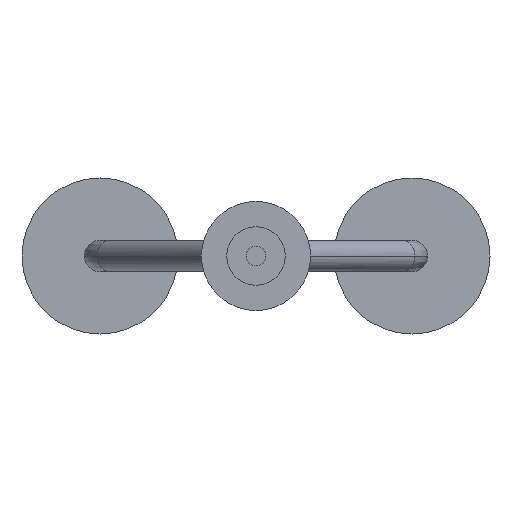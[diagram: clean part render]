
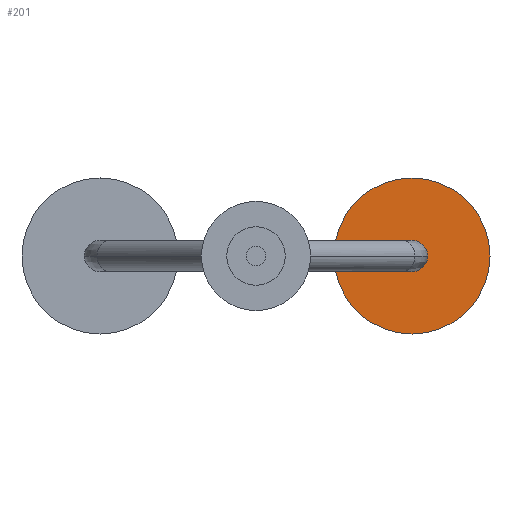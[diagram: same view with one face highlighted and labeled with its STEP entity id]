
A CAD part, front view. The second image highlights one B-rep face of the part: STEP entity #201.
In plain terms, the highlighted planar face has unit normal (0, -1, 0).
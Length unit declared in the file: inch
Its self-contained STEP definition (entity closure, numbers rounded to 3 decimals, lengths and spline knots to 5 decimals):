
#5 = DIRECTION ( 'NONE',  ( 0., 0., 1. ) ) ;
#14 = AXIS2_PLACEMENT_3D ( 'NONE', #1112, #1327, #555 ) ;
#22 = DIRECTION ( 'NONE',  ( 0., 1., 0. ) ) ;
#129 = CARTESIAN_POINT ( 'NONE',  ( 0.15748, 2.99457, 0. ) ) ;
#167 = ORIENTED_EDGE ( 'NONE', *, *, #802, .F. ) ;
#188 = CARTESIAN_POINT ( 'NONE',  ( 0.15748, 2.99457, -0.01575 ) ) ;
#195 = AXIS2_PLACEMENT_3D ( 'NONE', #1147, #674, #1020 ) ;
#201 = ADVANCED_FACE ( 'NONE', ( #319, #996 ), #307, .F. ) ;
#307 = PLANE ( 'NONE',  #14 ) ;
#319 = FACE_BOUND ( 'NONE', #418, .T. ) ;
#328 = CARTESIAN_POINT ( 'NONE',  ( 0.17323, 2.99457, 0. ) ) ;
#352 = EDGE_CURVE ( 'NONE', #1122, #1196, #897, .T. ) ;
#353 = DIRECTION ( 'NONE',  ( 0., 0., -1. ) ) ;
#369 = AXIS2_PLACEMENT_3D ( 'NONE', #1386, #713, #1164 ) ;
#418 = EDGE_LOOP ( 'NONE', ( #167, #1283, #712 ) ) ;
#463 = AXIS2_PLACEMENT_3D ( 'NONE', #129, #550, #353 ) ;
#526 = CIRCLE ( 'NONE', #195, 0.01575 ) ;
#550 = DIRECTION ( 'NONE',  ( 0., -1., 0. ) ) ;
#555 = DIRECTION ( 'NONE',  ( 0., 0., 1. ) ) ;
#563 = CARTESIAN_POINT ( 'NONE',  ( 0.15748, 2.99457, 0. ) ) ;
#674 = DIRECTION ( 'NONE',  ( 0., -1., 0. ) ) ;
#687 = DIRECTION ( 'NONE',  ( 0., 0., 1. ) ) ;
#697 = EDGE_CURVE ( 'NONE', #1196, #1122, #876, .T. ) ;
#712 = ORIENTED_EDGE ( 'NONE', *, *, #1231, .F. ) ;
#713 = DIRECTION ( 'NONE',  ( 0., -1., 0. ) ) ;
#788 = CARTESIAN_POINT ( 'NONE',  ( 0.15748, 2.99457, -0.07874 ) ) ;
#802 = EDGE_CURVE ( 'NONE', #864, #807, #1101, .T. ) ;
#807 = VERTEX_POINT ( 'NONE', #1455 ) ;
#864 = VERTEX_POINT ( 'NONE', #328 ) ;
#876 = CIRCLE ( 'NONE', #1056, 0.07874 ) ;
#897 = CIRCLE ( 'NONE', #1442, 0.07874 ) ;
#996 = FACE_OUTER_BOUND ( 'NONE', #1039, .T. ) ;
#1009 = CIRCLE ( 'NONE', #369, 0.01575 ) ;
#1016 = EDGE_CURVE ( 'NONE', #1169, #864, #1009, .T. ) ;
#1020 = DIRECTION ( 'NONE',  ( 0., 0., -1. ) ) ;
#1021 = DIRECTION ( 'NONE',  ( 0., 1., 0. ) ) ;
#1039 = EDGE_LOOP ( 'NONE', ( #1279, #1246 ) ) ;
#1056 = AXIS2_PLACEMENT_3D ( 'NONE', #1148, #1021, #5 ) ;
#1095 = CARTESIAN_POINT ( 'NONE',  ( 0.15748, 2.99457, 0.07874 ) ) ;
#1101 = CIRCLE ( 'NONE', #463, 0.01575 ) ;
#1112 = CARTESIAN_POINT ( 'NONE',  ( 0., 2.99457, 0. ) ) ;
#1122 = VERTEX_POINT ( 'NONE', #1095 ) ;
#1147 = CARTESIAN_POINT ( 'NONE',  ( 0.15748, 2.99457, 0. ) ) ;
#1148 = CARTESIAN_POINT ( 'NONE',  ( 0.15748, 2.99457, 0. ) ) ;
#1164 = DIRECTION ( 'NONE',  ( 0., 0., -1. ) ) ;
#1169 = VERTEX_POINT ( 'NONE', #188 ) ;
#1196 = VERTEX_POINT ( 'NONE', #788 ) ;
#1231 = EDGE_CURVE ( 'NONE', #807, #1169, #526, .T. ) ;
#1246 = ORIENTED_EDGE ( 'NONE', *, *, #352, .F. ) ;
#1279 = ORIENTED_EDGE ( 'NONE', *, *, #697, .F. ) ;
#1283 = ORIENTED_EDGE ( 'NONE', *, *, #1016, .F. ) ;
#1327 = DIRECTION ( 'NONE',  ( 0., 1., 0. ) ) ;
#1386 = CARTESIAN_POINT ( 'NONE',  ( 0.15748, 2.99457, 0. ) ) ;
#1442 = AXIS2_PLACEMENT_3D ( 'NONE', #563, #22, #687 ) ;
#1455 = CARTESIAN_POINT ( 'NONE',  ( 0.14173, 2.99457, 0. ) ) ;
